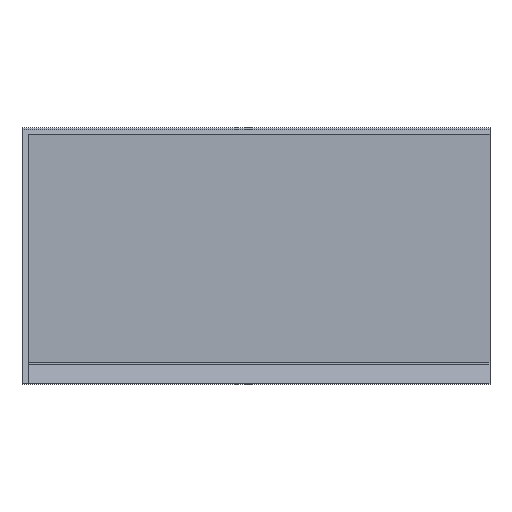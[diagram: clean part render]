
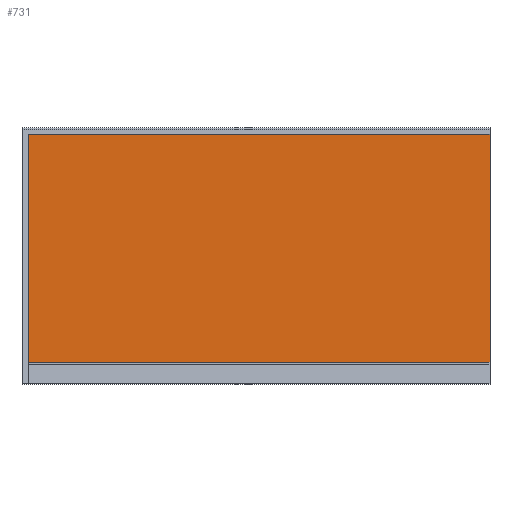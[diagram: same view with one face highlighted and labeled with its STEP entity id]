
A CAD part, top view. The second image highlights one B-rep face of the part: STEP entity #731.
In plain terms, the highlighted planar face has unit normal (0, 0, 1).
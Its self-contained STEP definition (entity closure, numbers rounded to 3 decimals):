
#53=PLANE('',#781);
#76=VECTOR('',#815,1.);
#127=VECTOR('',#914,1.);
#134=VECTOR('',#924,1.);
#135=VECTOR('',#925,1.);
#163=LINE('',#981,#76);
#214=LINE('',#1108,#127);
#221=LINE('',#1122,#134);
#222=LINE('',#1124,#135);
#247=VERTEX_POINT('',#980);
#248=VERTEX_POINT('',#982);
#294=VERTEX_POINT('',#1109);
#298=VERTEX_POINT('',#1123);
#334=EDGE_CURVE('',#248,#247,#163,.T.);
#398=EDGE_CURVE('',#248,#294,#214,.T.);
#405=EDGE_CURVE('',#247,#298,#221,.T.);
#406=EDGE_CURVE('',#294,#298,#222,.T.);
#567=ORIENTED_EDGE('',*,*,#405,.T.);
#568=ORIENTED_EDGE('',*,*,#406,.F.);
#569=ORIENTED_EDGE('',*,*,#398,.F.);
#570=ORIENTED_EDGE('',*,*,#334,.T.);
#655=EDGE_LOOP('',(#567,#568,#569,#570));
#695=FACE_BOUND('',#655,.T.);
#731=ADVANCED_FACE('',(#695),#53,.T.);
#781=AXIS2_PLACEMENT_3D('',#1121,#923,$);
#815=DIRECTION('',(1.,0.,0.));
#914=DIRECTION('',(0.,1.,0.));
#923=DIRECTION('',(0.,0.,1.));
#924=DIRECTION('',(0.,1.,0.));
#925=DIRECTION('',(1.,0.,0.));
#980=CARTESIAN_POINT('',(150.,2.878,-21.706));
#981=CARTESIAN_POINT('',(0.,2.878,-21.706));
#982=CARTESIAN_POINT('',(0.,2.878,-21.706));
#1108=CARTESIAN_POINT('',(0.,2.878,-21.706));
#1109=CARTESIAN_POINT('',(0.,77.678,-21.706));
#1121=CARTESIAN_POINT('',(0.,40.278,-21.706));
#1122=CARTESIAN_POINT('',(150.,2.878,-21.706));
#1123=CARTESIAN_POINT('',(150.,77.678,-21.706));
#1124=CARTESIAN_POINT('',(0.,77.678,-21.706));
